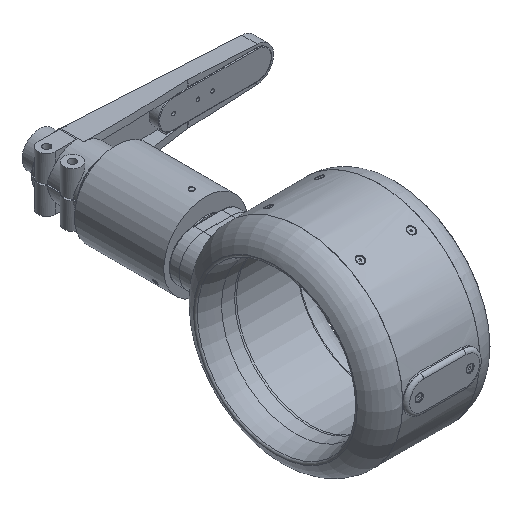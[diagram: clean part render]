
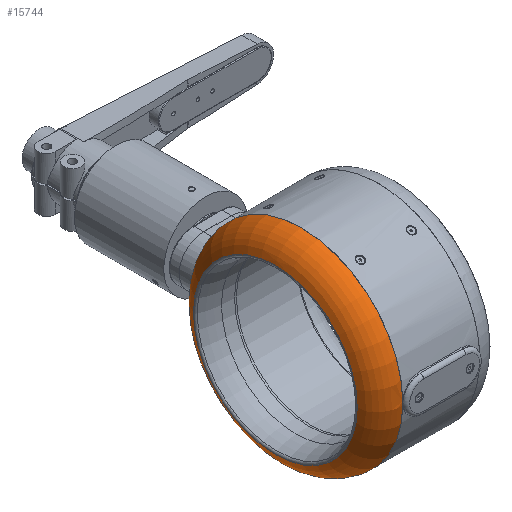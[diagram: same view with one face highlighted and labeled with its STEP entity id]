
A CAD part, isometric view. The second image highlights one B-rep face of the part: STEP entity #15744.
In plain terms, the highlighted toroidal (fillet/blend) face has major radius 105.761 mm and minor radius 39.288 mm.
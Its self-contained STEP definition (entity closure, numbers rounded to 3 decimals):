
#633 = CARTESIAN_POINT ( 'NONE',  ( -71.491, -472.203, 86.463 ) ) ;
#644 = DIRECTION ( 'NONE',  ( 0., 0., 1. ) ) ;
#748 = CARTESIAN_POINT ( 'NONE',  ( -71.625, -472.226, 81.204 ) ) ;
#803 = EDGE_CURVE ( 'NONE', #17885, #17885, #17671, .T. ) ;
#1477 = AXIS2_PLACEMENT_3D ( 'NONE', #19762, #1970, #9242 ) ;
#1970 = DIRECTION ( 'NONE',  ( -1., 0., 0. ) ) ;
#2468 = AXIS2_PLACEMENT_3D ( 'NONE', #12708, #17849, #7661 ) ;
#3134 = CARTESIAN_POINT ( 'NONE',  ( -71.491, -472.203, 86.463 ) ) ;
#3136 = B_SPLINE_CURVE_WITH_KNOTS ( 'NONE', 3,
 ( #13013, #12562, #12788, #19549 ),
 .UNSPECIFIED., .F., .F.,
 ( 4, 4 ),
 ( 0.011, 0.013 ),
 .UNSPECIFIED. ) ;
#3681 = ORIENTED_EDGE ( 'NONE', *, *, #10915, .T. ) ;
#3951 = VERTEX_POINT ( 'NONE', #22528 ) ;
#4144 = CARTESIAN_POINT ( 'NONE',  ( -71.757, -472.248, 83.308 ) ) ;
#4598 = CARTESIAN_POINT ( 'NONE',  ( -71.491, -472.203, 80.152 ) ) ;
#5154 = CARTESIAN_POINT ( 'NONE',  ( -71.491, -182.142, 84.491 ) ) ;
#5957 = CARTESIAN_POINT ( 'NONE',  ( -109.089, -327.187, 200.634 ) ) ;
#6428 = VERTEX_POINT ( 'NONE', #10849 ) ;
#7083 = DIRECTION ( 'NONE',  ( 0., 0., 1. ) ) ;
#7661 = DIRECTION ( 'NONE',  ( 0., 0., 1. ) ) ;
#7762 = AXIS2_PLACEMENT_3D ( 'NONE', #10259, #22691, #7083 ) ;
#8032 = EDGE_CURVE ( 'NONE', #6428, #20218, #3136, .T. ) ;
#8413 = ORIENTED_EDGE ( 'NONE', *, *, #8032, .F. ) ;
#8574 = FACE_OUTER_BOUND ( 'NONE', #21504, .T. ) ;
#8789 = FACE_OUTER_BOUND ( 'NONE', #14627, .T. ) ;
#9032 = VERTEX_POINT ( 'NONE', #3134 ) ;
#9242 = DIRECTION ( 'NONE',  ( 0., 0., 1. ) ) ;
#9923 = EDGE_CURVE ( 'NONE', #6428, #3951, #22481, .T. ) ;
#10259 = CARTESIAN_POINT ( 'NONE',  ( -71.491, -327.187, 83.308 ) ) ;
#10408 = ORIENTED_EDGE ( 'NONE', *, *, #9923, .T. ) ;
#10849 = CARTESIAN_POINT ( 'NONE',  ( -71.491, -182.142, 82.125 ) ) ;
#10915 = EDGE_CURVE ( 'NONE', #9032, #20218, #18432, .T. ) ;
#11397 = CARTESIAN_POINT ( 'NONE',  ( -71.491, -327.187, 83.308 ) ) ;
#11465 = AXIS2_PLACEMENT_3D ( 'NONE', #11397, #18399, #644 ) ;
#12337 = TOROIDAL_SURFACE ( 'NONE', #1477, 105.762, 39.288 ) ;
#12562 = CARTESIAN_POINT ( 'NONE',  ( -71.518, -182.136, 82.913 ) ) ;
#12708 = CARTESIAN_POINT ( 'NONE',  ( -109.089, -327.187, 83.308 ) ) ;
#12788 = CARTESIAN_POINT ( 'NONE',  ( -71.518, -182.136, 83.706 ) ) ;
#13013 = CARTESIAN_POINT ( 'NONE',  ( -71.491, -182.142, 82.125 ) ) ;
#13133 = EDGE_CURVE ( 'NONE', #9032, #3951, #22356, .T. ) ;
#14627 = EDGE_LOOP ( 'NONE', ( #14735 ) ) ;
#14735 = ORIENTED_EDGE ( 'NONE', *, *, #803, .F. ) ;
#15744 = ADVANCED_FACE ( 'NONE', ( #8574, #8789 ), #12337, .T. ) ;
#17671 = CIRCLE ( 'NONE', #2468, 117.327 ) ;
#17849 = DIRECTION ( 'NONE',  ( -1., 0., 0. ) ) ;
#17885 = VERTEX_POINT ( 'NONE', #5957 ) ;
#18282 = CARTESIAN_POINT ( 'NONE',  ( -71.625, -472.226, 85.412 ) ) ;
#18399 = DIRECTION ( 'NONE',  ( -1., 0., 0. ) ) ;
#18432 = CIRCLE ( 'NONE', #7762, 145.05 ) ;
#19549 = CARTESIAN_POINT ( 'NONE',  ( -71.491, -182.142, 84.491 ) ) ;
#19715 = ORIENTED_EDGE ( 'NONE', *, *, #13133, .F. ) ;
#19762 = CARTESIAN_POINT ( 'NONE',  ( -71.541, -327.187, 83.308 ) ) ;
#20218 = VERTEX_POINT ( 'NONE', #5154 ) ;
#21504 = EDGE_LOOP ( 'NONE', ( #19715, #3681, #8413, #10408 ) ) ;
#22356 = B_SPLINE_CURVE_WITH_KNOTS ( 'NONE', 3,
 ( #633, #18282, #4144, #748, #4598 ),
 .UNSPECIFIED., .F., .F.,
 ( 4, 1, 4 ),
 ( 0., 0.003, 0.006 ),
 .UNSPECIFIED. ) ;
#22481 = CIRCLE ( 'NONE', #11465, 145.05 ) ;
#22528 = CARTESIAN_POINT ( 'NONE',  ( -71.491, -472.203, 80.152 ) ) ;
#22691 = DIRECTION ( 'NONE',  ( -1., 0., 0. ) ) ;
